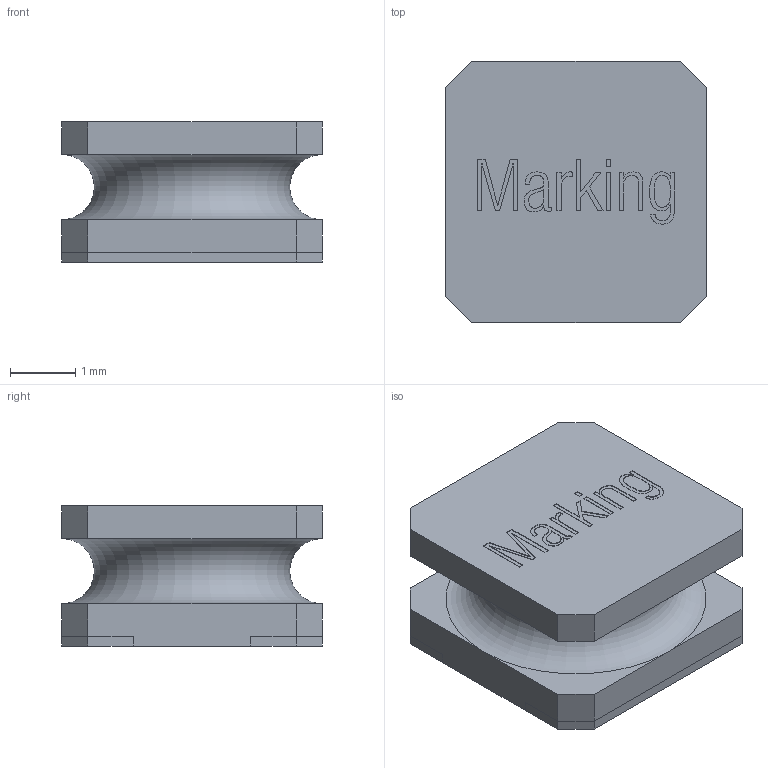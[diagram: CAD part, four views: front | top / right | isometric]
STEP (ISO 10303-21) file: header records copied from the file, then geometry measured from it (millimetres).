
FILE_DESCRIPTION( ( 'Unknown' ), '1' );
FILE_NAME( 'IndLQS_4025_74404043xxxA.stp', 'Unknown', ( 'Unknown' ), ( 'Unknown' ), 'PSStep 17.0.49', 'Unknown', ' ' );
FILE_SCHEMA( ( 'AUTOMOTIVE_DESIGN { 1 0 10303 214 1 1 1 1 }' ) );
Length unit declared in the file: millimetre
Products named in the file (4): Assem1; Core; Contact; Glue
Assembly tree (4 placements, depth 2):
  Assem1
    Core
    Contact  x2
    Glue
Bounding box: 4 x 4 x 2.15 mm (x, y, z)
Volume: 26.2 mm3; surface area: 143.7 mm2
Topology: 4 solids, 4 shells, 126 faces, 319 edges, 213 vertices
Faces by surface type: plane 111, extrusion 12, cylinder 2, torus 1
Full cylindrical faces by diameter (mm): 1.5 x2
Entity records: 4925 total; most frequent: CARTESIAN_POINT 1332, ORIENTED_EDGE 592, DIRECTION 394, EDGE_CURVE 296, VERTEX_POINT 200, VECTOR 160, B_SPLINE_CURVE_WITH_KNOTS 154, LINE 148
